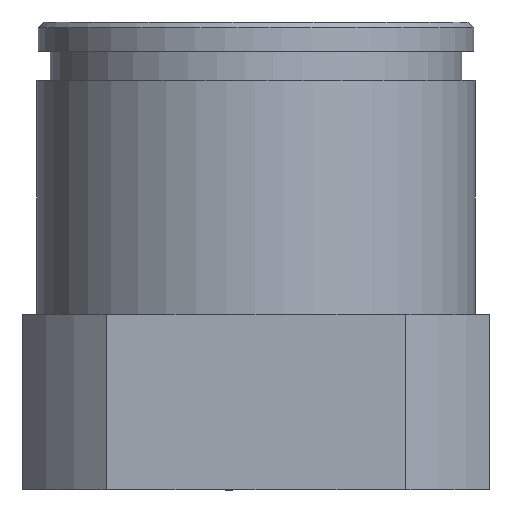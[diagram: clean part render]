
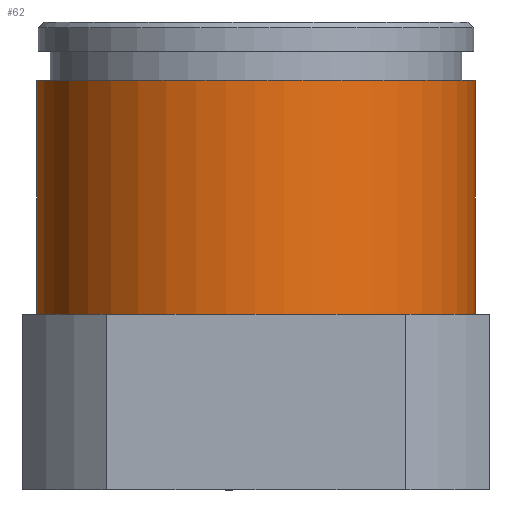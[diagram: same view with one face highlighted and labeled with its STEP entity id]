
A CAD part, front view. The second image highlights one B-rep face of the part: STEP entity #62.
In plain terms, the highlighted free-form (B-spline) face has degree [2, 1] with [5, 2] control points.
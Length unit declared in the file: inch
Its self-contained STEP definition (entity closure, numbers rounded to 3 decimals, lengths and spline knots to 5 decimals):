
#62=ADVANCED_FACE($,(#117),#698,.T.);
#117=FACE_OUTER_BOUND($,#176,.T.);
#176=EDGE_LOOP($,(#385,#386,#387,#388));
#385=ORIENTED_EDGE($,*,*,#552,.T.);
#386=ORIENTED_EDGE($,*,*,#456,.T.);
#387=ORIENTED_EDGE($,*,*,#554,.F.);
#388=ORIENTED_EDGE($,*,*,#553,.F.);
#456=EDGE_CURVE($,#585,#584,#716,.T.);
#552=EDGE_CURVE($,#640,#585,#831,.T.);
#553=EDGE_CURVE($,#640,#641,#772,.T.);
#554=EDGE_CURVE($,#641,#584,#832,.T.);
#584=VERTEX_POINT($,#2050);
#585=VERTEX_POINT($,#2051);
#640=VERTEX_POINT($,#2106);
#641=VERTEX_POINT($,#2107);
#698=(
BOUNDED_SURFACE()
B_SPLINE_SURFACE(2,1,((#1925,#1926),(#1927,#1928),(#1929,#1930),(#1931,#1932),
(#1933,#1934)),.UNSPECIFIED.,.F.,.F.,.F.)
B_SPLINE_SURFACE_WITH_KNOTS((3,2,3),(2,2),(3.14159,4.71239,
6.28319),(0.13514,0.53514),.UNSPECIFIED.)
GEOMETRIC_REPRESENTATION_ITEM()
RATIONAL_B_SPLINE_SURFACE(((1.,1.),(0.707,0.707),
(1.,1.),(0.707,0.707),(1.,1.)))
REPRESENTATION_ITEM($)
SURFACE()
);
#716=B_SPLINE_CURVE_WITH_KNOTS($,1,(#970,#971),.UNSPECIFIED.,.F.,.F.,(2,
2),(0.13514,0.53514),.UNSPECIFIED.);
#772=B_SPLINE_CURVE_WITH_KNOTS($,1,(#1403,#1404),.UNSPECIFIED.,.F.,.F.,(2,
2),(0.13514,0.53514),.UNSPECIFIED.);
#831=(
BOUNDED_CURVE()
B_SPLINE_CURVE(2,(#1398,#1399,#1400,#1401,#1402),.UNSPECIFIED.,.F.,.F.)
B_SPLINE_CURVE_WITH_KNOTS((3,2,3),(3.14159,4.71239,6.28319),
.UNSPECIFIED.)
CURVE()
GEOMETRIC_REPRESENTATION_ITEM()
RATIONAL_B_SPLINE_CURVE((1.,0.707,1.,0.707,1.))
REPRESENTATION_ITEM($)
);
#832=(
BOUNDED_CURVE()
B_SPLINE_CURVE(2,(#1405,#1406,#1407,#1408,#1409),.UNSPECIFIED.,.F.,.F.)
B_SPLINE_CURVE_WITH_KNOTS((3,2,3),(3.14159,4.71239,6.28319),
.UNSPECIFIED.)
CURVE()
GEOMETRIC_REPRESENTATION_ITEM()
RATIONAL_B_SPLINE_CURVE((1.,0.707,1.,0.707,1.))
REPRESENTATION_ITEM($)
);
#970=CARTESIAN_POINT($,(-0.375,0.,0.7));
#971=CARTESIAN_POINT($,(-0.375,0.,0.3));
#1398=CARTESIAN_POINT($,(0.375,0.,0.7));
#1399=CARTESIAN_POINT($,(0.375,-0.375,0.7));
#1400=CARTESIAN_POINT($,(0.,-0.375,0.7));
#1401=CARTESIAN_POINT($,(-0.375,-0.375,0.7));
#1402=CARTESIAN_POINT($,(-0.375,0.,0.7));
#1403=CARTESIAN_POINT($,(0.375,0.,0.7));
#1404=CARTESIAN_POINT($,(0.375,0.,0.3));
#1405=CARTESIAN_POINT($,(0.375,0.,0.3));
#1406=CARTESIAN_POINT($,(0.375,-0.375,0.3));
#1407=CARTESIAN_POINT($,(0.,-0.375,0.3));
#1408=CARTESIAN_POINT($,(-0.375,-0.375,0.3));
#1409=CARTESIAN_POINT($,(-0.375,0.,0.3));
#1925=CARTESIAN_POINT($,(0.375,0.,0.7));
#1926=CARTESIAN_POINT($,(0.375,0.,0.3));
#1927=CARTESIAN_POINT($,(0.375,-0.375,0.7));
#1928=CARTESIAN_POINT($,(0.375,-0.375,0.3));
#1929=CARTESIAN_POINT($,(0.,-0.375,0.7));
#1930=CARTESIAN_POINT($,(0.,-0.375,0.3));
#1931=CARTESIAN_POINT($,(-0.375,-0.375,0.7));
#1932=CARTESIAN_POINT($,(-0.375,-0.375,0.3));
#1933=CARTESIAN_POINT($,(-0.375,0.,0.7));
#1934=CARTESIAN_POINT($,(-0.375,0.,0.3));
#2050=CARTESIAN_POINT($,(-0.375,0.,0.3));
#2051=CARTESIAN_POINT($,(-0.375,0.,0.7));
#2106=CARTESIAN_POINT($,(0.375,0.,0.7));
#2107=CARTESIAN_POINT($,(0.375,0.,0.3));
